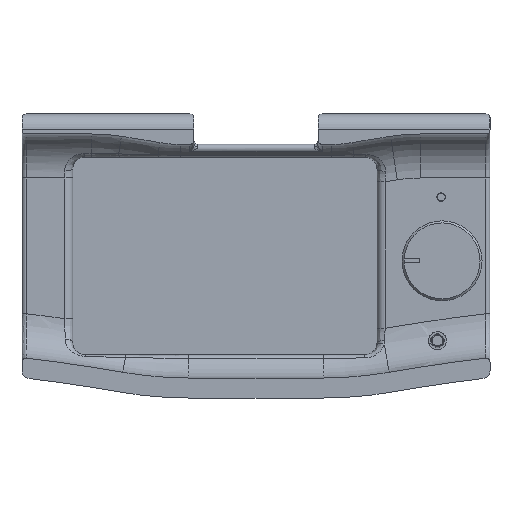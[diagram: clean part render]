
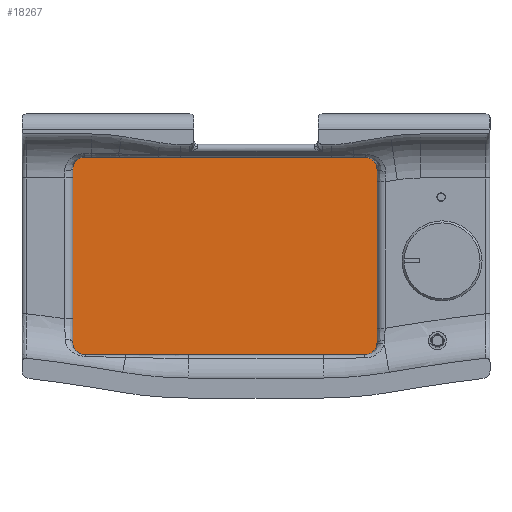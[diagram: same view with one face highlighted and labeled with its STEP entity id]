
A CAD part, front view. The second image highlights one B-rep face of the part: STEP entity #18267.
In plain terms, the highlighted face is planar.
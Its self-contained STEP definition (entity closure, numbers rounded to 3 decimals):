
#1252=FACE_OUTER_BOUND('',#2173,.T.);
#2173=EDGE_LOOP('',(#11987,#11988,#11989,#11990));
#3262=LINE('',#25420,#5251);
#3263=LINE('',#25422,#5252);
#3264=LINE('',#25424,#5253);
#3265=LINE('',#25425,#5254);
#5251=VECTOR('',#20648,1000.);
#5252=VECTOR('',#20649,1000.);
#5253=VECTOR('',#20650,1000.);
#5254=VECTOR('',#20651,1000.);
#7240=VERTEX_POINT('',#25418);
#7241=VERTEX_POINT('',#25419);
#7242=VERTEX_POINT('',#25421);
#7243=VERTEX_POINT('',#25423);
#9201=EDGE_CURVE('',#7240,#7241,#3262,.T.);
#9202=EDGE_CURVE('',#7241,#7242,#3263,.T.);
#9203=EDGE_CURVE('',#7242,#7243,#3264,.T.);
#9204=EDGE_CURVE('',#7243,#7240,#3265,.T.);
#11987=ORIENTED_EDGE('',*,*,#9202,.F.);
#11988=ORIENTED_EDGE('',*,*,#9201,.F.);
#11989=ORIENTED_EDGE('',*,*,#9204,.F.);
#11990=ORIENTED_EDGE('',*,*,#9203,.F.);
#17367=PLANE('',#19257);
#18267=ADVANCED_FACE('',(#1252),#17367,.T.);
#19257=AXIS2_PLACEMENT_3D('',#25480,#20695,#20696);
#20648=DIRECTION('',(-1.,0.,0.));
#20649=DIRECTION('',(0.,1.,0.));
#20650=DIRECTION('',(1.,0.,0.));
#20651=DIRECTION('',(0.,-1.,0.));
#20695=DIRECTION('center_axis',(0.,0.,1.));
#20696=DIRECTION('ref_axis',(1.,0.,0.));
#25418=CARTESIAN_POINT('',(31.3,-25.685,6.));
#25419=CARTESIAN_POINT('',(-46.8,-25.685,6.));
#25420=CARTESIAN_POINT('',(0.,-25.685,6.));
#25421=CARTESIAN_POINT('',(-46.8,25.685,6.));
#25422=CARTESIAN_POINT('',(-46.8,0.,6.));
#25423=CARTESIAN_POINT('',(31.3,25.685,6.));
#25424=CARTESIAN_POINT('',(0.,25.685,6.));
#25425=CARTESIAN_POINT('',(31.3,0.,6.));
#25480=CARTESIAN_POINT('Origin',(0.,0.,6.));
